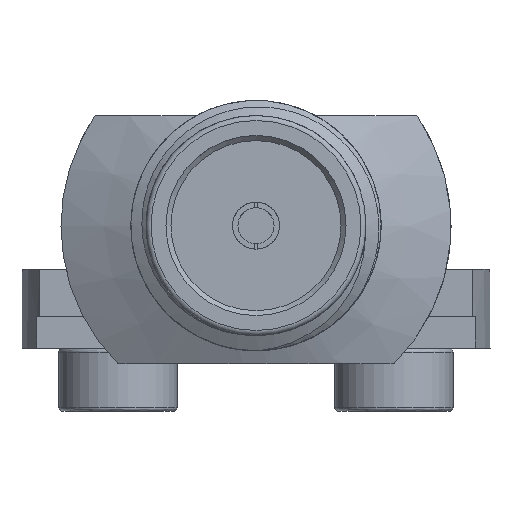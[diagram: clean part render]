
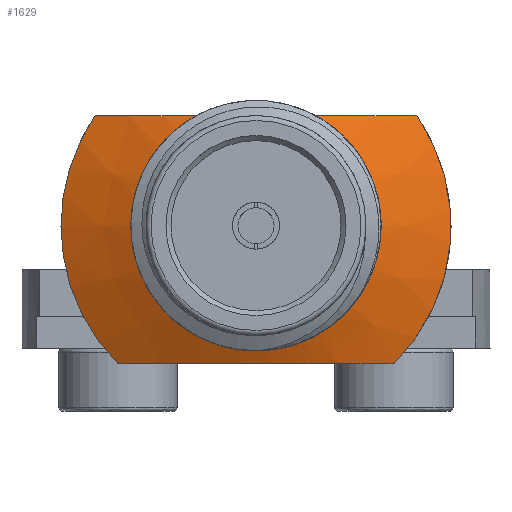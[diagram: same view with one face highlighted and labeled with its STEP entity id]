
A CAD part, top view. The second image highlights one B-rep face of the part: STEP entity #1629.
In plain terms, the highlighted conical face has half-angle 64.564 degrees and reference radius 4.95 mm.
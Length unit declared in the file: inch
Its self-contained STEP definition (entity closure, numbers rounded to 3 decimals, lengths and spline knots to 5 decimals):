
#10 = EDGE_CURVE ( 'NONE', #806, #6388, #5478, .T. ) ;
#19 = CARTESIAN_POINT ( 'NONE',  ( 0., 0., -0.07939 ) ) ;
#334 = EDGE_LOOP ( 'NONE', ( #670 ) ) ;
#365 = CARTESIAN_POINT ( 'NONE',  ( 0.16071, 0.11024, -0.07939 ) ) ;
#423 = CARTESIAN_POINT ( 'NONE',  ( 0.13799, -0.13761, -0.07939 ) ) ;
#635 = CIRCLE ( 'NONE', #1819, 0.19488 ) ;
#670 = ORIENTED_EDGE ( 'NONE', *, *, #2349, .T. ) ;
#751 = AXIS2_PLACEMENT_3D ( 'NONE', #19, #7130, #4148 ) ;
#806 = VERTEX_POINT ( 'NONE', #3067 ) ;
#975 = CARTESIAN_POINT ( 'NONE',  ( -0.05847, -0.13761, -0.05765 ) ) ;
#1221 = B_SPLINE_CURVE_WITH_KNOTS ( 'NONE', 3,
 ( #3339, #3309, #6124, #975, #3269, #7224, #5563, #3818, #5490, #5596, #7262, #423 ),
 .UNSPECIFIED., .F., .F.,
 ( 4, 2, 2, 2, 2, 4 ),
 ( 0., 0.00179, 0.00269, 0.00358, 0.00537, 0.00717 ),
 .UNSPECIFIED. ) ;
#1229 = AXIS2_PLACEMENT_3D ( 'NONE', #6704, #6731, #6094 ) ;
#1370 = CARTESIAN_POINT ( 'NONE',  ( -0.06845, 0.11024, -0.04821 ) ) ;
#1629 = ADVANCED_FACE ( 'NONE', ( #5814, #4598 ), #2684, .T. ) ;
#1663 = VERTEX_POINT ( 'NONE', #3951 ) ;
#1671 = DIRECTION ( 'NONE',  ( 0., 0., -1. ) ) ;
#1739 = ORIENTED_EDGE ( 'NONE', *, *, #6181, .F. ) ;
#1819 = AXIS2_PLACEMENT_3D ( 'NONE', #2973, #1671, #4680 ) ;
#1829 = CIRCLE ( 'NONE', #1229, 0.19488 ) ;
#1928 = CARTESIAN_POINT ( 'NONE',  ( -0.02754, 0.11024, -0.0404 ) ) ;
#1979 = CARTESIAN_POINT ( 'NONE',  ( -0.16071, 0.11024, -0.07939 ) ) ;
#2276 = CARTESIAN_POINT ( 'NONE',  ( 0.13799, -0.13761, -0.07939 ) ) ;
#2307 = ORIENTED_EDGE ( 'NONE', *, *, #5012, .F. ) ;
#2349 = EDGE_CURVE ( 'NONE', #1663, #1663, #3047, .T. ) ;
#2521 = CARTESIAN_POINT ( 'NONE',  ( 0.06866, 0.11024, -0.04826 ) ) ;
#2559 = CARTESIAN_POINT ( 'NONE',  ( -0.10864, 0.11024, -0.0596 ) ) ;
#2561 = CARTESIAN_POINT ( 'NONE',  ( 0., 0., -0.03897 ) ) ;
#2684 = CONICAL_SURFACE ( 'NONE', #751, 0.19488, 1.127 ) ;
#2973 = CARTESIAN_POINT ( 'NONE',  ( 0., 0., -0.07939 ) ) ;
#3047 = CIRCLE ( 'NONE', #4751, 0.10989 ) ;
#3067 = CARTESIAN_POINT ( 'NONE',  ( 0.16071, 0.11024, -0.07939 ) ) ;
#3073 = CARTESIAN_POINT ( 'NONE',  ( 0.1087, 0.11024, -0.05963 ) ) ;
#3145 = CARTESIAN_POINT ( 'NONE',  ( 0.02755, 0.11024, -0.0404 ) ) ;
#3269 = CARTESIAN_POINT ( 'NONE',  ( -0.04688, -0.13761, -0.05563 ) ) ;
#3296 = EDGE_LOOP ( 'NONE', ( #6854, #2307, #5037, #1739 ) ) ;
#3309 = CARTESIAN_POINT ( 'NONE',  ( -0.11555, -0.13761, -0.07183 ) ) ;
#3339 = CARTESIAN_POINT ( 'NONE',  ( -0.13799, -0.13761, -0.07939 ) ) ;
#3818 = CARTESIAN_POINT ( 'NONE',  ( 0.02416, -0.13761, -0.05218 ) ) ;
#3951 = CARTESIAN_POINT ( 'NONE',  ( -0.10989, 0., -0.03897 ) ) ;
#4148 = DIRECTION ( 'NONE',  ( -1., 0., 0. ) ) ;
#4296 = CARTESIAN_POINT ( 'NONE',  ( 0.01366, 0.11024, -0.03913 ) ) ;
#4298 = DIRECTION ( 'NONE',  ( -1., 0., 0. ) ) ;
#4598 = FACE_OUTER_BOUND ( 'NONE', #3296, .T. ) ;
#4680 = DIRECTION ( 'NONE',  ( -1., 0., 0. ) ) ;
#4751 = AXIS2_PLACEMENT_3D ( 'NONE', #2561, #7125, #4298 ) ;
#4809 = CARTESIAN_POINT ( 'NONE',  ( 0.05515, 0.11024, -0.045 ) ) ;
#4849 = CARTESIAN_POINT ( 'NONE',  ( -0.13477, 0.11024, -0.06922 ) ) ;
#5012 = EDGE_CURVE ( 'NONE', #806, #6816, #1829, .T. ) ;
#5037 = ORIENTED_EDGE ( 'NONE', *, *, #10, .T. ) ;
#5478 = B_SPLINE_CURVE_WITH_KNOTS ( 'NONE', 3,
 ( #365, #5917, #3073, #2521, #4809, #3145, #4296, #7075, #1928, #6527, #1370, #2559, #4849, #1979 ),
 .UNSPECIFIED., .F., .F.,
 ( 4, 2, 2, 2, 2, 2, 4 ),
 ( 0., 0.00211, 0.00317, 0.00423, 0.00529, 0.00634, 0.00846 ),
 .UNSPECIFIED. ) ;
#5490 = CARTESIAN_POINT ( 'NONE',  ( 0.04737, -0.13761, -0.05524 ) ) ;
#5563 = CARTESIAN_POINT ( 'NONE',  ( -0.01152, -0.13761, -0.05214 ) ) ;
#5596 = CARTESIAN_POINT ( 'NONE',  ( 0.09309, -0.13761, -0.06513 ) ) ;
#5733 = CARTESIAN_POINT ( 'NONE',  ( -0.13799, -0.13761, -0.07939 ) ) ;
#5814 = FACE_BOUND ( 'NONE', #334, .T. ) ;
#5917 = CARTESIAN_POINT ( 'NONE',  ( 0.13479, 0.11024, -0.06923 ) ) ;
#6094 = DIRECTION ( 'NONE',  ( -1., 0., 0. ) ) ;
#6124 = CARTESIAN_POINT ( 'NONE',  ( -0.09294, -0.13761, -0.06508 ) ) ;
#6181 = EDGE_CURVE ( 'NONE', #7279, #6388, #635, .T. ) ;
#6388 = VERTEX_POINT ( 'NONE', #6924 ) ;
#6527 = CARTESIAN_POINT ( 'NONE',  ( -0.05482, 0.11024, -0.04494 ) ) ;
#6704 = CARTESIAN_POINT ( 'NONE',  ( 0., 0., -0.07939 ) ) ;
#6731 = DIRECTION ( 'NONE',  ( 0., 0., -1. ) ) ;
#6816 = VERTEX_POINT ( 'NONE', #2276 ) ;
#6854 = ORIENTED_EDGE ( 'NONE', *, *, #7092, .T. ) ;
#6924 = CARTESIAN_POINT ( 'NONE',  ( -0.16071, 0.11024, -0.07939 ) ) ;
#7075 = CARTESIAN_POINT ( 'NONE',  ( -0.01385, 0.11024, -0.03914 ) ) ;
#7092 = EDGE_CURVE ( 'NONE', #7279, #6816, #1221, .T. ) ;
#7125 = DIRECTION ( 'NONE',  ( 0., 0., -1. ) ) ;
#7130 = DIRECTION ( 'NONE',  ( 0., 0., -1. ) ) ;
#7224 = CARTESIAN_POINT ( 'NONE',  ( -0.02345, -0.13761, -0.05288 ) ) ;
#7262 = CARTESIAN_POINT ( 'NONE',  ( 0.11562, -0.13761, -0.07186 ) ) ;
#7279 = VERTEX_POINT ( 'NONE', #5733 ) ;
